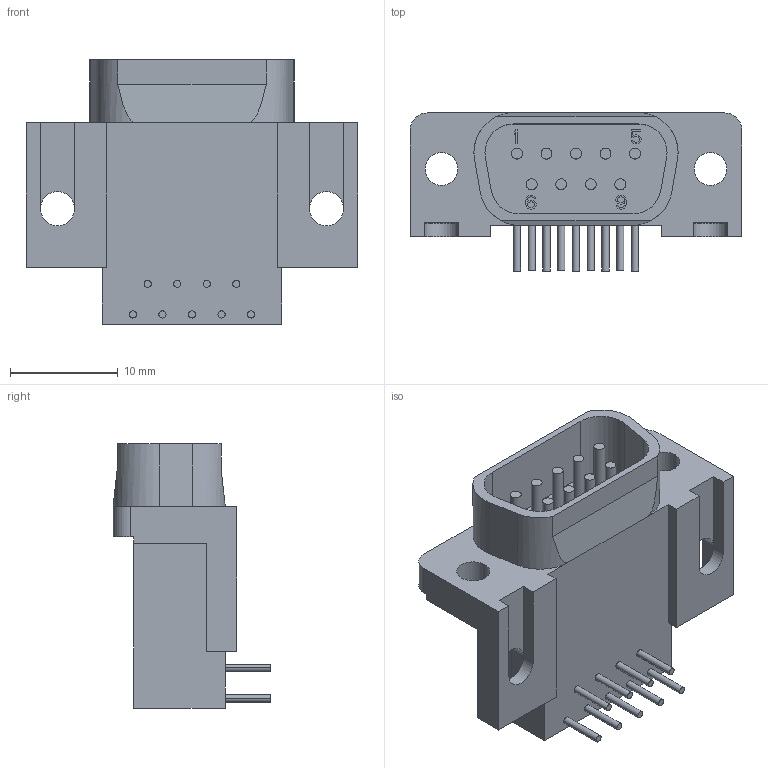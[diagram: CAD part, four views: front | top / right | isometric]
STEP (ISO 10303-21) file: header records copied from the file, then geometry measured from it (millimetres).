
FILE_DESCRIPTION((''),'2;1');
FILE_NAME('C-5747467-2','2011-10-31T',('workeradm'),('Tyco Electronics Ltd.'),'PRO/ENGINEER BY PARAMETRIC TECHNOLOGY CORPORATION, 2010430','PRO/ENGINEER BY PARAMETRIC TECHNOLOGY CORPORATION, 2010430','');
FILE_SCHEMA(('AUTOMOTIVE_DESIGN { 1 0 10303 214 1 1 1 1 }'));
Length unit declared in the file: millimetre
Products named in the file (1): C-5747467-2
Bounding box: 30.81 x 14.66 x 24.59 mm (x, y, z)
Volume: 3732.2 mm3; surface area: 2957.2 mm2
Topology: 1 solids, 1 shells, 290 faces, 785 edges, 518 vertices
Faces by surface type: plane 236, cylinder 54
Entity records: 9308 total; most frequent: CARTESIAN_POINT 1633, ORIENTED_EDGE 1570, DIRECTION 1469, EDGE_CURVE 785, VECTOR 673, LINE 673, VERTEX_POINT 518, AXIS2_PLACEMENT_3D 398
